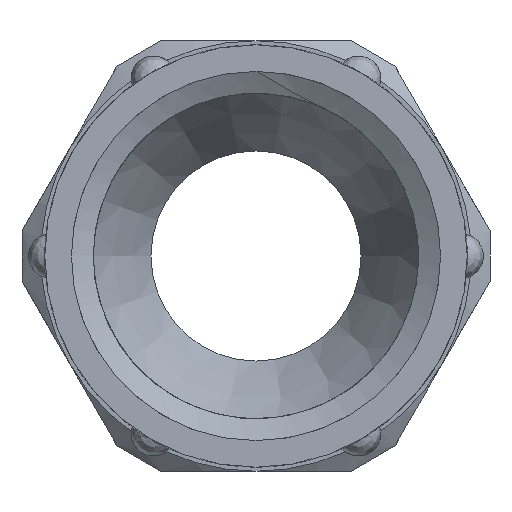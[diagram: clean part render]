
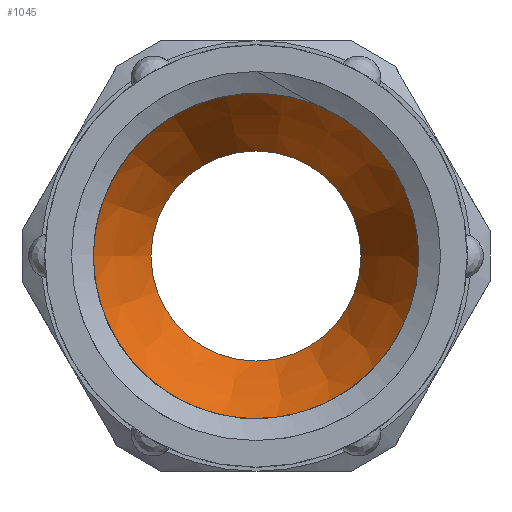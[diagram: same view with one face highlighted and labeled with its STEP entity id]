
A CAD part, left-side view. The second image highlights one B-rep face of the part: STEP entity #1045.
In plain terms, the highlighted conical face has half-angle 29.176 degrees and reference radius 4.665 mm.
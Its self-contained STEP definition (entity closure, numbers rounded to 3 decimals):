
#21=CONICAL_SURFACE('',#1149,4.665,29.176);
#45=FACE_BOUND('',#255,.T.);
#79=CIRCLE('',#1066,5.67);
#80=CIRCLE('',#1070,5.67);
#123=CIRCLE('',#1148,3.66);
#190=FACE_OUTER_BOUND('',#254,.T.);
#254=EDGE_LOOP('',(#957,#958));
#255=EDGE_LOOP('',(#959));
#415=VERTEX_POINT('',#2648);
#418=VERTEX_POINT('',#2816);
#504=VERTEX_POINT('',#4230);
#533=EDGE_CURVE('',#418,#415,#79,.T.);
#539=EDGE_CURVE('',#415,#418,#80,.T.);
#660=EDGE_CURVE('',#504,#504,#123,.T.);
#957=ORIENTED_EDGE('',*,*,#539,.F.);
#958=ORIENTED_EDGE('',*,*,#533,.F.);
#959=ORIENTED_EDGE('',*,*,#660,.T.);
#1045=ADVANCED_FACE('',(#190,#45),#21,.F.);
#1066=AXIS2_PLACEMENT_3D('',#2886,#1181,#1182);
#1070=AXIS2_PLACEMENT_3D('',#3379,#1191,#1192);
#1148=AXIS2_PLACEMENT_3D('',#4231,#1383,#1384);
#1149=AXIS2_PLACEMENT_3D('',#4232,#1385,#1386);
#1181=DIRECTION('center_axis',(1.,0.,0.));
#1182=DIRECTION('ref_axis',(0.,0.,-1.));
#1191=DIRECTION('center_axis',(1.,0.,0.));
#1192=DIRECTION('ref_axis',(0.,0.,-1.));
#1383=DIRECTION('center_axis',(1.,0.,0.));
#1384=DIRECTION('ref_axis',(0.,0.,-1.));
#1385=DIRECTION('center_axis',(-1.,0.,0.));
#1386=DIRECTION('ref_axis',(0.,1.,0.));
#2648=CARTESIAN_POINT('',(-12.2,-5.65,0.474));
#2816=CARTESIAN_POINT('',(-12.2,-4.85,2.937));
#2886=CARTESIAN_POINT('Origin',(-12.2,0.,0.));
#3379=CARTESIAN_POINT('Origin',(-12.2,0.,0.));
#4230=CARTESIAN_POINT('',(-8.6,3.66,0.));
#4231=CARTESIAN_POINT('Origin',(-8.6,0.,0.));
#4232=CARTESIAN_POINT('Origin',(-10.4,0.,0.));
